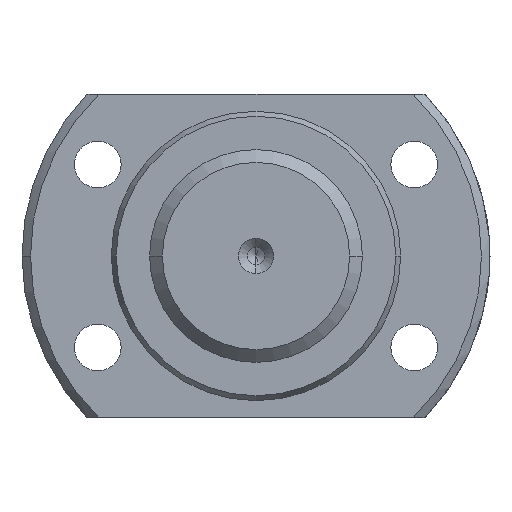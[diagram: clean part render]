
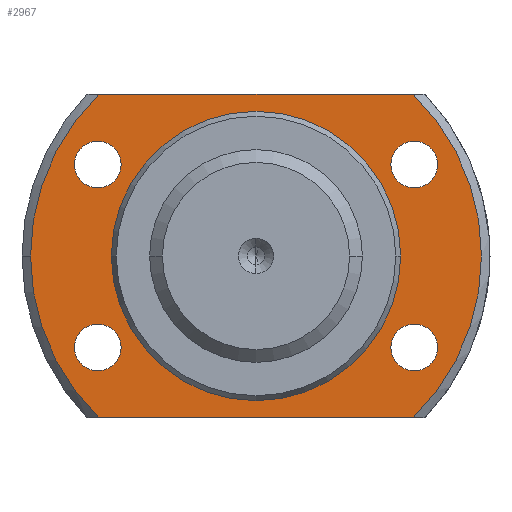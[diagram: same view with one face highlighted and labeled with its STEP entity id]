
A CAD part, left-side view. The second image highlights one B-rep face of the part: STEP entity #2967.
In plain terms, the highlighted planar face has unit normal (-1, 0, 0).
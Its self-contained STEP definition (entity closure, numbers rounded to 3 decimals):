
#37 = VERTEX_POINT ( 'NONE', #3933 ) ;
#38 = AXIS2_PLACEMENT_3D ( 'NONE', #3552, #3480, #1635 ) ;
#51 = DIRECTION ( 'NONE',  ( 1., 0., 0. ) ) ;
#177 = VECTOR ( 'NONE', #2135, 1000. ) ;
#185 = CIRCLE ( 'NONE', #4210, 2.75 ) ;
#216 = DIRECTION ( 'NONE',  ( 1., 0., 0. ) ) ;
#249 = CARTESIAN_POINT ( 'NONE',  ( 12.5, 0., 0. ) ) ;
#281 = DIRECTION ( 'NONE',  ( 0., 1., 0. ) ) ;
#312 = DIRECTION ( 'NONE',  ( 0., 1., 0. ) ) ;
#333 = CIRCLE ( 'NONE', #3399, 2.75 ) ;
#377 = CARTESIAN_POINT ( 'NONE',  ( 12.5, 18.6, -10.75 ) ) ;
#453 = VERTEX_POINT ( 'NONE', #569 ) ;
#500 = EDGE_CURVE ( 'NONE', #4845, #880, #3083, .T. ) ;
#506 = AXIS2_PLACEMENT_3D ( 'NONE', #4503, #2724, #1130 ) ;
#509 = CIRCLE ( 'NONE', #587, 2.75 ) ;
#510 = ORIENTED_EDGE ( 'NONE', *, *, #4294, .F. ) ;
#530 = DIRECTION ( 'NONE',  ( 1., 0., 0. ) ) ;
#545 = CARTESIAN_POINT ( 'NONE',  ( 12.5, -17., 0. ) ) ;
#569 = CARTESIAN_POINT ( 'NONE',  ( 12.5, -15.85, -10.75 ) ) ;
#577 = FACE_BOUND ( 'NONE', #1256, .T. ) ;
#586 = ORIENTED_EDGE ( 'NONE', *, *, #4793, .T. ) ;
#587 = AXIS2_PLACEMENT_3D ( 'NONE', #377, #1931, #1952 ) ;
#653 = EDGE_CURVE ( 'NONE', #2892, #1676, #2219, .T. ) ;
#697 = DIRECTION ( 'NONE',  ( 1., 0., 0. ) ) ;
#763 = DIRECTION ( 'NONE',  ( 0., 1., 0. ) ) ;
#771 = CARTESIAN_POINT ( 'NONE',  ( 12.5, 17., 0. ) ) ;
#836 = EDGE_CURVE ( 'NONE', #2854, #4162, #333, .T. ) ;
#877 = AXIS2_PLACEMENT_3D ( 'NONE', #4856, #51, #3348 ) ;
#880 = VERTEX_POINT ( 'NONE', #545 ) ;
#884 = ORIENTED_EDGE ( 'NONE', *, *, #1437, .T. ) ;
#889 = CIRCLE ( 'NONE', #1445, 26.5 ) ;
#903 = FACE_OUTER_BOUND ( 'NONE', #2199, .T. ) ;
#904 = CARTESIAN_POINT ( 'NONE',  ( 12.5, 15.85, 10.75 ) ) ;
#906 = CARTESIAN_POINT ( 'NONE',  ( 12.5, -18.6, 10.75 ) ) ;
#911 = ORIENTED_EDGE ( 'NONE', *, *, #1939, .F. ) ;
#982 = VECTOR ( 'NONE', #2339, 1000. ) ;
#1030 = CARTESIAN_POINT ( 'NONE',  ( 12.5, -18.6, 10.75 ) ) ;
#1068 = AXIS2_PLACEMENT_3D ( 'NONE', #1030, #697, #281 ) ;
#1070 = CARTESIAN_POINT ( 'NONE',  ( 12.5, 0., 0. ) ) ;
#1130 = DIRECTION ( 'NONE',  ( 0., 1., 0. ) ) ;
#1150 = CIRCLE ( 'NONE', #1068, 2.75 ) ;
#1159 = ORIENTED_EDGE ( 'NONE', *, *, #2060, .T. ) ;
#1167 = EDGE_CURVE ( 'NONE', #1676, #3511, #889, .T. ) ;
#1256 = EDGE_LOOP ( 'NONE', ( #2087, #1736 ) ) ;
#1271 = PLANE ( 'NONE',  #38 ) ;
#1281 = CIRCLE ( 'NONE', #3549, 2.75 ) ;
#1287 = EDGE_CURVE ( 'NONE', #880, #4845, #3890, .T. ) ;
#1390 = CARTESIAN_POINT ( 'NONE',  ( 12.5, 18.6, 10.75 ) ) ;
#1437 = EDGE_CURVE ( 'NONE', #2892, #2502, #3669, .T. ) ;
#1445 = AXIS2_PLACEMENT_3D ( 'NONE', #249, #1757, #3257 ) ;
#1482 = CARTESIAN_POINT ( 'NONE',  ( 12.5, 15.85, -10.75 ) ) ;
#1500 = VERTEX_POINT ( 'NONE', #2627 ) ;
#1521 = CARTESIAN_POINT ( 'NONE',  ( 12.5, 21.35, -10.75 ) ) ;
#1537 = DIRECTION ( 'NONE',  ( 0., 1., 0. ) ) ;
#1559 = CARTESIAN_POINT ( 'NONE',  ( 12.5, 0., 0. ) ) ;
#1635 = DIRECTION ( 'NONE',  ( 0., 1., 0. ) ) ;
#1637 = CARTESIAN_POINT ( 'NONE',  ( 12.5, -18.6, -10.75 ) ) ;
#1653 = CARTESIAN_POINT ( 'NONE',  ( 12.5, 18.473, 19. ) ) ;
#1661 = DIRECTION ( 'NONE',  ( 1., 0., 0. ) ) ;
#1676 = VERTEX_POINT ( 'NONE', #4186 ) ;
#1702 = DIRECTION ( 'NONE',  ( 0., 1., 0. ) ) ;
#1736 = ORIENTED_EDGE ( 'NONE', *, *, #2264, .T. ) ;
#1746 = AXIS2_PLACEMENT_3D ( 'NONE', #1969, #4223, #2413 ) ;
#1757 = DIRECTION ( 'NONE',  ( 1., 0., 0. ) ) ;
#1864 = DIRECTION ( 'NONE',  ( 0., 1., 0. ) ) ;
#1898 = DIRECTION ( 'NONE',  ( 1., 0., 0. ) ) ;
#1931 = DIRECTION ( 'NONE',  ( 1., 0., 0. ) ) ;
#1939 = EDGE_CURVE ( 'NONE', #3511, #3192, #3536, .T. ) ;
#1952 = DIRECTION ( 'NONE',  ( 0., 1., 0. ) ) ;
#1969 = CARTESIAN_POINT ( 'NONE',  ( 12.5, 0., 0. ) ) ;
#2026 = FACE_BOUND ( 'NONE', #3859, .T. ) ;
#2060 = EDGE_CURVE ( 'NONE', #3305, #453, #185, .T. ) ;
#2087 = ORIENTED_EDGE ( 'NONE', *, *, #4547, .T. ) ;
#2135 = DIRECTION ( 'NONE',  ( 0., -1., 0. ) ) ;
#2156 = CARTESIAN_POINT ( 'NONE',  ( 12.5, -18.473, -19. ) ) ;
#2199 = EDGE_LOOP ( 'NONE', ( #911, #3334, #4508, #884, #510 ) ) ;
#2219 = CIRCLE ( 'NONE', #4431, 26.5 ) ;
#2264 = EDGE_CURVE ( 'NONE', #2355, #1500, #3412, .T. ) ;
#2274 = EDGE_LOOP ( 'NONE', ( #586, #1159 ) ) ;
#2292 = AXIS2_PLACEMENT_3D ( 'NONE', #1637, #1661, #3506 ) ;
#2339 = DIRECTION ( 'NONE',  ( 0., -1., 0. ) ) ;
#2355 = VERTEX_POINT ( 'NONE', #904 ) ;
#2407 = EDGE_LOOP ( 'NONE', ( #3738, #2442 ) ) ;
#2413 = DIRECTION ( 'NONE',  ( 0., 1., 0. ) ) ;
#2442 = ORIENTED_EDGE ( 'NONE', *, *, #2689, .T. ) ;
#2445 = CIRCLE ( 'NONE', #877, 26.5 ) ;
#2450 = ORIENTED_EDGE ( 'NONE', *, *, #500, .T. ) ;
#2481 = EDGE_CURVE ( 'NONE', #37, #4014, #1150, .T. ) ;
#2502 = VERTEX_POINT ( 'NONE', #2156 ) ;
#2550 = ORIENTED_EDGE ( 'NONE', *, *, #2481, .T. ) ;
#2627 = CARTESIAN_POINT ( 'NONE',  ( 12.5, 21.35, 10.75 ) ) ;
#2657 = DIRECTION ( 'NONE',  ( 1., 0., 0. ) ) ;
#2688 = CIRCLE ( 'NONE', #2292, 2.75 ) ;
#2689 = EDGE_CURVE ( 'NONE', #4162, #2854, #509, .T. ) ;
#2724 = DIRECTION ( 'NONE',  ( 1., 0., 0. ) ) ;
#2793 = FACE_BOUND ( 'NONE', #3944, .T. ) ;
#2854 = VERTEX_POINT ( 'NONE', #1521 ) ;
#2892 = VERTEX_POINT ( 'NONE', #3764 ) ;
#2967 = ADVANCED_FACE ( 'NONE', ( #577, #2793, #3133, #3504, #2026, #903 ), #1271, .F. ) ;
#2972 = CARTESIAN_POINT ( 'NONE',  ( 12.5, 18.6, -10.75 ) ) ;
#3083 = CIRCLE ( 'NONE', #1746, 17. ) ;
#3133 = FACE_BOUND ( 'NONE', #2274, .T. ) ;
#3192 = VERTEX_POINT ( 'NONE', #4450 ) ;
#3257 = DIRECTION ( 'NONE',  ( 0., 1., 0. ) ) ;
#3305 = VERTEX_POINT ( 'NONE', #4522 ) ;
#3334 = ORIENTED_EDGE ( 'NONE', *, *, #1167, .F. ) ;
#3348 = DIRECTION ( 'NONE',  ( 0., 1., 0. ) ) ;
#3399 = AXIS2_PLACEMENT_3D ( 'NONE', #2972, #2657, #763 ) ;
#3412 = CIRCLE ( 'NONE', #506, 2.75 ) ;
#3480 = DIRECTION ( 'NONE',  ( 1., 0., 0. ) ) ;
#3504 = FACE_BOUND ( 'NONE', #2407, .T. ) ;
#3506 = DIRECTION ( 'NONE',  ( 0., 1., 0. ) ) ;
#3511 = VERTEX_POINT ( 'NONE', #1653 ) ;
#3536 = LINE ( 'NONE', #4687, #982 ) ;
#3549 = AXIS2_PLACEMENT_3D ( 'NONE', #906, #530, #4155 ) ;
#3552 = CARTESIAN_POINT ( 'NONE',  ( 12.5, -17., 0. ) ) ;
#3669 = LINE ( 'NONE', #4018, #177 ) ;
#3695 = DIRECTION ( 'NONE',  ( 1., 0., 0. ) ) ;
#3710 = CARTESIAN_POINT ( 'NONE',  ( 12.5, -18.6, -10.75 ) ) ;
#3738 = ORIENTED_EDGE ( 'NONE', *, *, #836, .T. ) ;
#3744 = ORIENTED_EDGE ( 'NONE', *, *, #1287, .T. ) ;
#3764 = CARTESIAN_POINT ( 'NONE',  ( 12.5, 18.473, -19. ) ) ;
#3859 = EDGE_LOOP ( 'NONE', ( #2450, #3744 ) ) ;
#3890 = CIRCLE ( 'NONE', #4671, 17. ) ;
#3919 = ORIENTED_EDGE ( 'NONE', *, *, #4803, .T. ) ;
#3933 = CARTESIAN_POINT ( 'NONE',  ( 12.5, -21.35, 10.75 ) ) ;
#3944 = EDGE_LOOP ( 'NONE', ( #3919, #2550 ) ) ;
#4014 = VERTEX_POINT ( 'NONE', #4446 ) ;
#4018 = CARTESIAN_POINT ( 'NONE',  ( 12.5, -17., -19. ) ) ;
#4104 = AXIS2_PLACEMENT_3D ( 'NONE', #1390, #4396, #1702 ) ;
#4155 = DIRECTION ( 'NONE',  ( 0., 1., 0. ) ) ;
#4162 = VERTEX_POINT ( 'NONE', #1482 ) ;
#4186 = CARTESIAN_POINT ( 'NONE',  ( 12.5, 26.5, 0. ) ) ;
#4210 = AXIS2_PLACEMENT_3D ( 'NONE', #3710, #216, #1864 ) ;
#4223 = DIRECTION ( 'NONE',  ( 1., 0., 0. ) ) ;
#4294 = EDGE_CURVE ( 'NONE', #3192, #2502, #2445, .T. ) ;
#4396 = DIRECTION ( 'NONE',  ( 1., 0., 0. ) ) ;
#4425 = CIRCLE ( 'NONE', #4104, 2.75 ) ;
#4431 = AXIS2_PLACEMENT_3D ( 'NONE', #1070, #3695, #312 ) ;
#4446 = CARTESIAN_POINT ( 'NONE',  ( 12.5, -15.85, 10.75 ) ) ;
#4450 = CARTESIAN_POINT ( 'NONE',  ( 12.5, -18.473, 19. ) ) ;
#4503 = CARTESIAN_POINT ( 'NONE',  ( 12.5, 18.6, 10.75 ) ) ;
#4508 = ORIENTED_EDGE ( 'NONE', *, *, #653, .F. ) ;
#4522 = CARTESIAN_POINT ( 'NONE',  ( 12.5, -21.35, -10.75 ) ) ;
#4547 = EDGE_CURVE ( 'NONE', #1500, #2355, #4425, .T. ) ;
#4671 = AXIS2_PLACEMENT_3D ( 'NONE', #1559, #1898, #1537 ) ;
#4687 = CARTESIAN_POINT ( 'NONE',  ( 12.5, -17., 19. ) ) ;
#4793 = EDGE_CURVE ( 'NONE', #453, #3305, #2688, .T. ) ;
#4803 = EDGE_CURVE ( 'NONE', #4014, #37, #1281, .T. ) ;
#4845 = VERTEX_POINT ( 'NONE', #771 ) ;
#4856 = CARTESIAN_POINT ( 'NONE',  ( 12.5, 0., 0. ) ) ;
